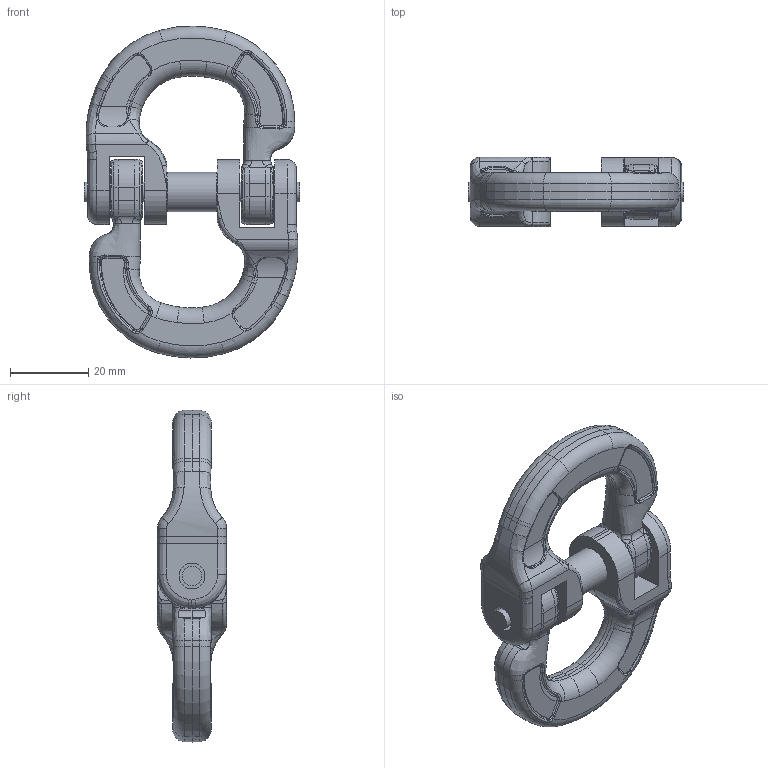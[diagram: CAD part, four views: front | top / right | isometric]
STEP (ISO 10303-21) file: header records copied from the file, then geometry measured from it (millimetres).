
FILE_DESCRIPTION(/* description */ (''),/* implementation_level */ '2;1');
FILE_NAME(/* name */ 'pewag_CW_8.stp',/* time_stamp */ '2024-01-22T11:02:38+01:00',/* author */ (''),/* organization */ (''),/* preprocessor_version */ 'ST-DEVELOPER v16',/* originating_system */ 'SIEMENS PLM Software NX 11.0',/* authorisation */ '');
FILE_SCHEMA (('AUTOMOTIVE_DESIGN { 1 0 10303 214 3 1 1 1 }'));
Products named in the file (1): RSD3B78E4D7nhtt
Bounding box: 55 x 17.6 x 84.6 mm (x, y, z)
Volume: 28984.8 mm3; surface area: 13566.4 mm2
Topology: 4 solids, 4 shells, 875 faces, 2104 edges, 1237 vertices
Faces by surface type: bspline 440, torus 104, plane 100, cone 84, cylinder 83, revolution 48, extrusion 16
Full cylindrical faces by diameter (mm): 5 x2, 6.6 x6, 10 x1
Entity records: 40052 total; most frequent: CARTESIAN_POINT 23206, ORIENTED_EDGE 4184, DIRECTION 2516, EDGE_CURVE 2092, VERTEX_POINT 1234, B_SPLINE_CURVE_WITH_KNOTS 1034, AXIS2_PLACEMENT_3D 1034, EDGE_LOOP 898
